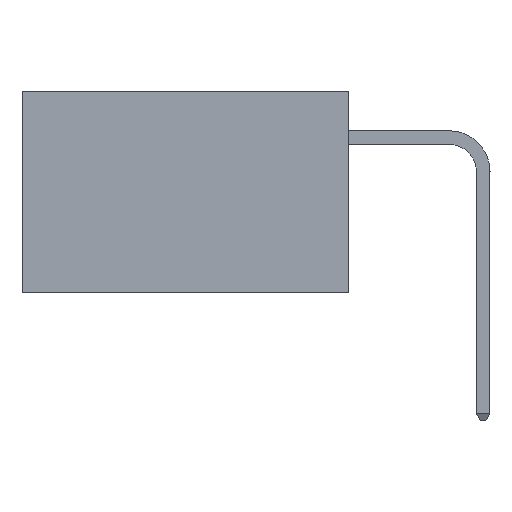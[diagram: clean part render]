
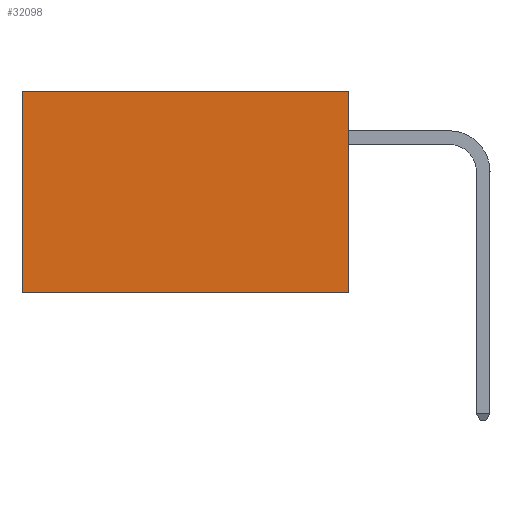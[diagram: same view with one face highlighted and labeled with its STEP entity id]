
A CAD part, left-side view. The second image highlights one B-rep face of the part: STEP entity #32098.
In plain terms, the highlighted planar face has unit normal (-1, 0, 0).
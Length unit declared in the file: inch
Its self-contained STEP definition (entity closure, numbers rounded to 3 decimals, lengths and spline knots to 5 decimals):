
#843 = FACE_OUTER_BOUND ( 'NONE', #24042, .T. ) ;
#1824 = EDGE_CURVE ( 'NONE', #14103, #14752, #27498, .T. ) ;
#2069 = ORIENTED_EDGE ( 'NONE', *, *, #16278, .F. ) ;
#3641 = AXIS2_PLACEMENT_3D ( 'NONE', #17876, #20609, #3933 ) ;
#3933 = DIRECTION ( 'NONE',  ( 0., 0., -1. ) ) ;
#4347 = CARTESIAN_POINT ( 'NONE',  ( 0.2875, 0., -0.37 ) ) ;
#5670 = LINE ( 'NONE', #29442, #19602 ) ;
#6729 = ORIENTED_EDGE ( 'NONE', *, *, #1824, .T. ) ;
#8834 = VECTOR ( 'NONE', #28280, 39.37008 ) ;
#10034 = DIRECTION ( 'NONE',  ( 0., 1., 0. ) ) ;
#10238 = DIRECTION ( 'NONE',  ( 0., 0., -1. ) ) ;
#10420 = ORIENTED_EDGE ( 'NONE', *, *, #22206, .T. ) ;
#11370 = EDGE_CURVE ( 'NONE', #17776, #14752, #20856, .T. ) ;
#13528 = VECTOR ( 'NONE', #10034, 39.37008 ) ;
#13962 = VERTEX_POINT ( 'NONE', #18830 ) ;
#14051 = CARTESIAN_POINT ( 'NONE',  ( 0.2875, 0.6, -0.37 ) ) ;
#14103 = VERTEX_POINT ( 'NONE', #30267 ) ;
#14752 = VERTEX_POINT ( 'NONE', #14051 ) ;
#15945 = CARTESIAN_POINT ( 'NONE',  ( 0.2875, 0.6, 0. ) ) ;
#16258 = LINE ( 'NONE', #33642, #8834 ) ;
#16278 = EDGE_CURVE ( 'NONE', #13962, #17776, #5670, .T. ) ;
#17776 = VERTEX_POINT ( 'NONE', #21302 ) ;
#17876 = CARTESIAN_POINT ( 'NONE',  ( 0.2875, 0., 0. ) ) ;
#18830 = CARTESIAN_POINT ( 'NONE',  ( 0.2875, 0., 0. ) ) ;
#19602 = VECTOR ( 'NONE', #10238, 39.37008 ) ;
#20235 = VECTOR ( 'NONE', #21942, 39.37008 ) ;
#20609 = DIRECTION ( 'NONE',  ( 1., 0., 0. ) ) ;
#20856 = LINE ( 'NONE', #4347, #13528 ) ;
#21302 = CARTESIAN_POINT ( 'NONE',  ( 0.2875, 0., -0.37 ) ) ;
#21942 = DIRECTION ( 'NONE',  ( 0., 0., -1. ) ) ;
#22206 = EDGE_CURVE ( 'NONE', #13962, #14103, #16258, .T. ) ;
#24042 = EDGE_LOOP ( 'NONE', ( #6729, #29726, #2069, #10420 ) ) ;
#27498 = LINE ( 'NONE', #15945, #20235 ) ;
#28280 = DIRECTION ( 'NONE',  ( 0., 1., 0. ) ) ;
#29442 = CARTESIAN_POINT ( 'NONE',  ( 0.2875, 0., 0. ) ) ;
#29726 = ORIENTED_EDGE ( 'NONE', *, *, #11370, .F. ) ;
#30267 = CARTESIAN_POINT ( 'NONE',  ( 0.2875, 0.6, 0. ) ) ;
#32098 = ADVANCED_FACE ( 'NONE', ( #843 ), #34181, .F. ) ;
#33642 = CARTESIAN_POINT ( 'NONE',  ( 0.2875, 0., 0. ) ) ;
#34181 = PLANE ( 'NONE',  #3641 ) ;
